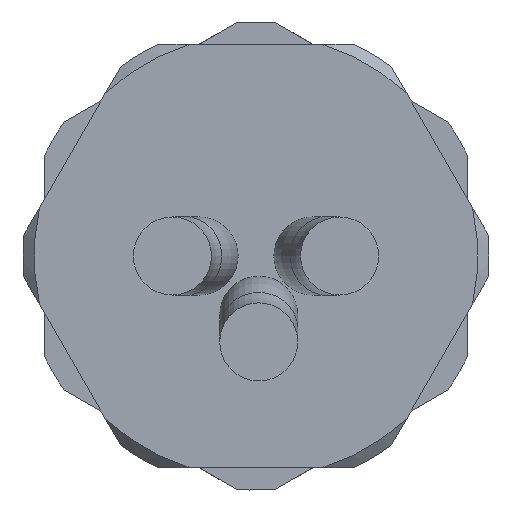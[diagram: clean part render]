
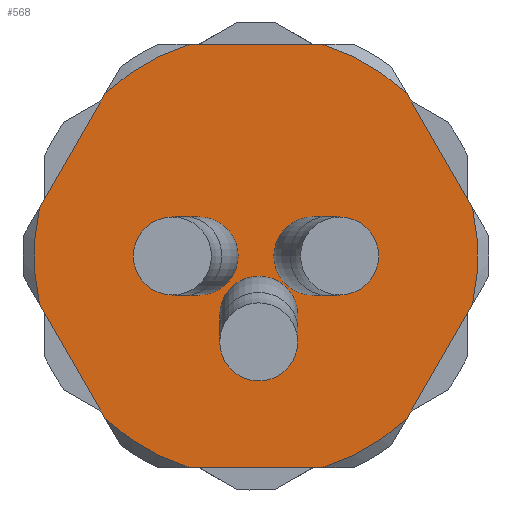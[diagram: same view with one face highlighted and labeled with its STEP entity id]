
A CAD part, front view. The second image highlights one B-rep face of the part: STEP entity #568.
In plain terms, the highlighted planar face has unit normal (0, -1, 0).
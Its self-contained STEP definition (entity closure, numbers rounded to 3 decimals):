
#262=FACE_BOUND('',#1067,.T.);
#263=FACE_BOUND('',#1068,.T.);
#264=FACE_BOUND('',#1069,.T.);
#265=FACE_BOUND('',#1070,.T.);
#429=CIRCLE('',#4014,9.95);
#430=CIRCLE('',#4015,9.95);
#431=CIRCLE('',#4016,9.95);
#432=CIRCLE('',#4017,9.95);
#433=CIRCLE('',#4018,9.95);
#434=CIRCLE('',#4019,9.95);
#435=CIRCLE('',#4020,1.75);
#436=CIRCLE('',#4021,1.75);
#437=CIRCLE('',#4022,1.75);
#568=ADVANCED_FACE('',(#262,#263,#264,#265),#789,.F.);
#789=PLANE('',#4023);
#1067=EDGE_LOOP('',(#1371,#1372,#1373,#1374,#1375,#1376,#1377,#1378,#1379,
#1380,#1381,#1382));
#1068=EDGE_LOOP('',(#1383));
#1069=EDGE_LOOP('',(#1384));
#1070=EDGE_LOOP('',(#1385));
#1371=ORIENTED_EDGE('',*,*,#2846,.F.);
#1372=ORIENTED_EDGE('',*,*,#2847,.F.);
#1373=ORIENTED_EDGE('',*,*,#2848,.F.);
#1374=ORIENTED_EDGE('',*,*,#2849,.F.);
#1375=ORIENTED_EDGE('',*,*,#2850,.F.);
#1376=ORIENTED_EDGE('',*,*,#2851,.F.);
#1377=ORIENTED_EDGE('',*,*,#2852,.F.);
#1378=ORIENTED_EDGE('',*,*,#2853,.F.);
#1379=ORIENTED_EDGE('',*,*,#2854,.F.);
#1380=ORIENTED_EDGE('',*,*,#2855,.F.);
#1381=ORIENTED_EDGE('',*,*,#2856,.F.);
#1382=ORIENTED_EDGE('',*,*,#2857,.F.);
#1383=ORIENTED_EDGE('',*,*,#2858,.F.);
#1384=ORIENTED_EDGE('',*,*,#2859,.F.);
#1385=ORIENTED_EDGE('',*,*,#2860,.F.);
#2465=VERTEX_POINT('',#5415);
#2466=VERTEX_POINT('',#5416);
#2467=VERTEX_POINT('',#5418);
#2468=VERTEX_POINT('',#5420);
#2469=VERTEX_POINT('',#5422);
#2470=VERTEX_POINT('',#5424);
#2471=VERTEX_POINT('',#5426);
#2472=VERTEX_POINT('',#5428);
#2473=VERTEX_POINT('',#5430);
#2474=VERTEX_POINT('',#5432);
#2475=VERTEX_POINT('',#5434);
#2476=VERTEX_POINT('',#5436);
#2477=VERTEX_POINT('',#5439);
#2478=VERTEX_POINT('',#5441);
#2479=VERTEX_POINT('',#5443);
#2846=EDGE_CURVE('',#2465,#2466,#3389,.T.);
#2847=EDGE_CURVE('',#2467,#2465,#429,.T.);
#2848=EDGE_CURVE('',#2468,#2467,#3390,.T.);
#2849=EDGE_CURVE('',#2469,#2468,#430,.T.);
#2850=EDGE_CURVE('',#2470,#2469,#3391,.T.);
#2851=EDGE_CURVE('',#2471,#2470,#431,.T.);
#2852=EDGE_CURVE('',#2472,#2471,#3392,.T.);
#2853=EDGE_CURVE('',#2473,#2472,#432,.T.);
#2854=EDGE_CURVE('',#2474,#2473,#3393,.T.);
#2855=EDGE_CURVE('',#2475,#2474,#433,.T.);
#2856=EDGE_CURVE('',#2476,#2475,#3394,.T.);
#2857=EDGE_CURVE('',#2466,#2476,#434,.T.);
#2858=EDGE_CURVE('',#2477,#2477,#435,.T.);
#2859=EDGE_CURVE('',#2478,#2478,#436,.T.);
#2860=EDGE_CURVE('',#2479,#2479,#437,.T.);
#3389=LINE('',#5414,#3684);
#3390=LINE('',#5419,#3685);
#3391=LINE('',#5423,#3686);
#3392=LINE('',#5427,#3687);
#3393=LINE('',#5431,#3688);
#3394=LINE('',#5435,#3689);
#3684=VECTOR('',#4396,1.);
#3685=VECTOR('',#4399,1.);
#3686=VECTOR('',#4402,1.);
#3687=VECTOR('',#4405,1.);
#3688=VECTOR('',#4408,1.);
#3689=VECTOR('',#4411,1.);
#4014=AXIS2_PLACEMENT_3D('',#5417,#4397,#4398);
#4015=AXIS2_PLACEMENT_3D('',#5421,#4400,#4401);
#4016=AXIS2_PLACEMENT_3D('',#5425,#4403,#4404);
#4017=AXIS2_PLACEMENT_3D('',#5429,#4406,#4407);
#4018=AXIS2_PLACEMENT_3D('',#5433,#4409,#4410);
#4019=AXIS2_PLACEMENT_3D('',#5437,#4412,#4413);
#4020=AXIS2_PLACEMENT_3D('',#5438,#4414,#4415);
#4021=AXIS2_PLACEMENT_3D('',#5440,#4416,#4417);
#4022=AXIS2_PLACEMENT_3D('',#5442,#4418,#4419);
#4023=AXIS2_PLACEMENT_3D('',#5444,#4420,#4421);
#4396=DIRECTION('',(1.,0.,0.));
#4397=DIRECTION('',(0.,1.,0.));
#4398=DIRECTION('',(0.,0.,1.));
#4399=DIRECTION('',(0.5,0.,0.866));
#4400=DIRECTION('',(0.,1.,0.));
#4401=DIRECTION('',(0.,0.,1.));
#4402=DIRECTION('',(-0.5,0.,0.866));
#4403=DIRECTION('',(0.,1.,0.));
#4404=DIRECTION('',(0.,0.,1.));
#4405=DIRECTION('',(-1.,0.,0.));
#4406=DIRECTION('',(0.,1.,0.));
#4407=DIRECTION('',(0.,0.,1.));
#4408=DIRECTION('',(-0.5,0.,-0.866));
#4409=DIRECTION('',(0.,1.,0.));
#4410=DIRECTION('',(0.,0.,1.));
#4411=DIRECTION('',(0.5,0.,-0.866));
#4412=DIRECTION('',(0.,1.,0.));
#4413=DIRECTION('',(0.,0.,1.));
#4414=DIRECTION('',(0.,-1.,0.));
#4415=DIRECTION('',(0.,0.,1.));
#4416=DIRECTION('',(0.,-1.,0.));
#4417=DIRECTION('',(0.,0.,1.));
#4418=DIRECTION('',(0.,-1.,0.));
#4419=DIRECTION('',(0.,0.,1.));
#4420=DIRECTION('',(0.,1.,0.));
#4421=DIRECTION('',(0.,0.,-1.));
#5414=CARTESIAN_POINT('',(44.515,50.,9.5));
#5415=CARTESIAN_POINT('',(47.042,50.,9.5));
#5416=CARTESIAN_POINT('',(52.958,50.,9.5));
#5417=CARTESIAN_POINT('',(50.,50.,0.));
#5418=CARTESIAN_POINT('',(43.252,50.,7.312));
#5419=CARTESIAN_POINT('',(39.03,50.,0.));
#5420=CARTESIAN_POINT('',(40.294,50.,2.188));
#5421=CARTESIAN_POINT('',(50.,50.,0.));
#5422=CARTESIAN_POINT('',(40.294,50.,-2.188));
#5423=CARTESIAN_POINT('',(44.515,50.,-9.5));
#5424=CARTESIAN_POINT('',(43.252,50.,-7.312));
#5425=CARTESIAN_POINT('',(50.,50.,0.));
#5426=CARTESIAN_POINT('',(47.042,50.,-9.5));
#5427=CARTESIAN_POINT('',(55.485,50.,-9.5));
#5428=CARTESIAN_POINT('',(52.958,50.,-9.5));
#5429=CARTESIAN_POINT('',(50.,50.,0.));
#5430=CARTESIAN_POINT('',(56.748,50.,-7.312));
#5431=CARTESIAN_POINT('',(60.97,50.,0.));
#5432=CARTESIAN_POINT('',(59.706,50.,-2.188));
#5433=CARTESIAN_POINT('',(50.,50.,0.));
#5434=CARTESIAN_POINT('',(59.706,50.,2.188));
#5435=CARTESIAN_POINT('',(55.485,50.,9.5));
#5436=CARTESIAN_POINT('',(56.748,50.,7.312));
#5437=CARTESIAN_POINT('',(50.,50.,0.));
#5438=CARTESIAN_POINT('',(50.123,50.,-2.652));
#5439=CARTESIAN_POINT('',(50.123,50.,-0.902));
#5440=CARTESIAN_POINT('',(52.55,50.,0.));
#5441=CARTESIAN_POINT('',(52.55,50.,1.75));
#5442=CARTESIAN_POINT('',(47.45,50.,0.));
#5443=CARTESIAN_POINT('',(47.45,50.,1.75));
#5444=CARTESIAN_POINT('',(60.45,50.,0.));
